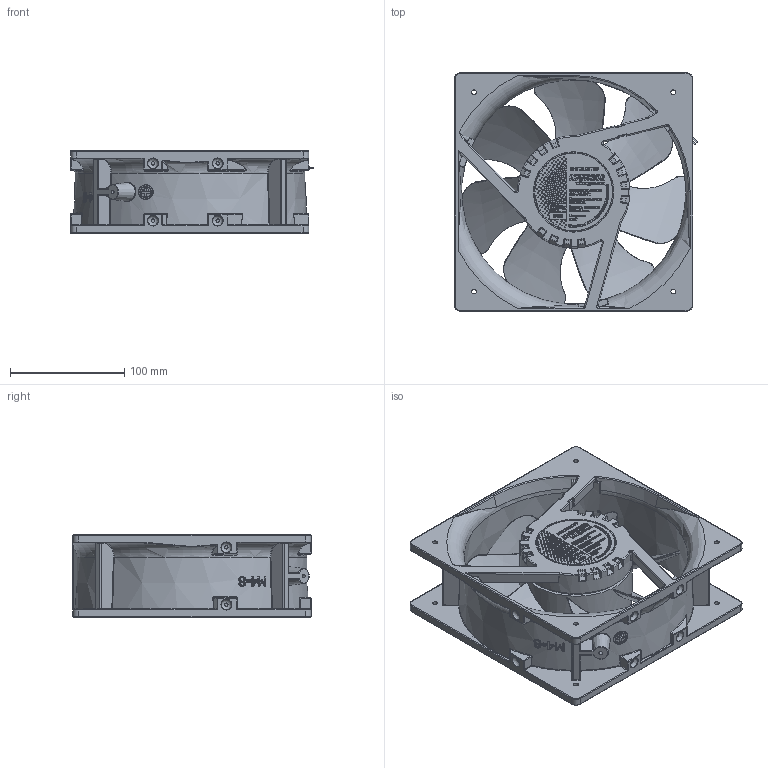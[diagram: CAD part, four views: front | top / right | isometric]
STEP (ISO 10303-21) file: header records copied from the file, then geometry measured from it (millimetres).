
FILE_DESCRIPTION(/* description */ (''),/* implementation_level */ '2;1');
FILE_NAME(/* name */ 'VENT-20872.220VAC.7MSHB Вентилятор в сборе.stp',/* time_stamp */ '2021-11-30T17:20:32+07:00',/* author */ ('YURY_'),/* organization */ (''),/* preprocessor_version */ 'ST-DEVELOPER v17.2',/* originating_system */ 'Autodesk Inventor 2019',/* authorisation */ '');
FILE_SCHEMA (('AUTOMOTIVE_DESIGN { 1 0 10303 214 3 1 1 }'));
Length unit declared in the file: millimetre
Products named in the file (9): VENT-20872.220VAC.7MSHB Вентилятор 
в сборе; Корпус VENT-20872.220VAC.7M
SHB; Клипса VENT-20872.220VAC.7M
SHB; Провод  VENT-20872.220VAC.7
MSHB; Табличка VENT-20872.2
20VAC.7MSHB; Короб VENT-20872.220VAC.7MSHB; Винт A2.M3-6gx20 ГОСТ 
Р 50403-92; Провод штекера 
 VENT-20872.220VAC.7MSHB; Крыльчатка VENT
-20872.220VAC.7MSHB
Assembly tree (8 placements, depth 2):
  VENT-20872.220VAC.7MSHB Вентилятор 
в сборе
    Корпус VENT-20872.220VAC.7M
SHB
    Клипса VENT-20872.220VAC.7M
SHB
    Провод  VENT-20872.220VAC.7
MSHB
    Табличка VENT-20872.2
20VAC.7MSHB
    Короб VENT-20872.220VAC.7MSHB
    Винт A2.M3-6gx20 ГОСТ 
Р 50403-92
    Провод штекера 
 VENT-20872.220VAC.7MSHB
    Крыльчатка VENT
-20872.220VAC.7MSHB
Bounding box: 212.09 x 208 x 72.01 mm (x, y, z)
Volume: 623399.3 mm3; surface area: 279436.7 mm2
Topology: 8 solids, 8 shells, 5356 faces, 13354 edges, 8444 vertices
Faces by surface type: bspline 2499, plane 1930, cylinder 467, torus 237, sphere 167, cone 56
Full cylindrical faces by diameter (mm): 1.5 x2, 2.2 x2, 2.5 x1, 3 x1, 3.2 x1, 3.503 x1, 3.6 x1, 4.134 x8, 5.5 x1, 9.5 x1, 12.5 x1, 68 x1, 92.2 x2, 98 x1, 98.2 x1
Entity records: 204306 total; most frequent: CARTESIAN_POINT 91892, ORIENTED_EDGE 26618, DIRECTION 16173, EDGE_CURVE 13309, VERTEX_POINT 8444, LINE 6211, VECTOR 6211, EDGE_LOOP 5857
